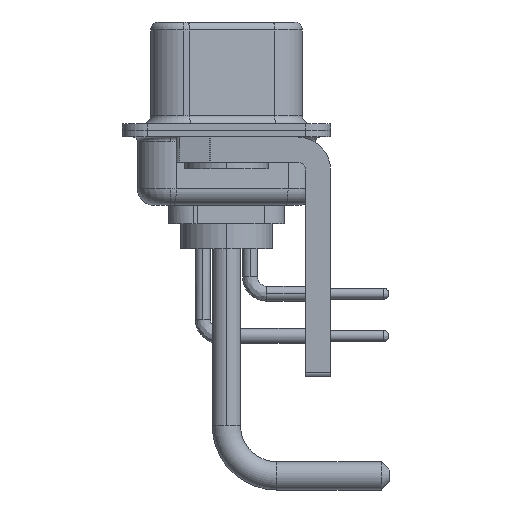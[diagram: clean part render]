
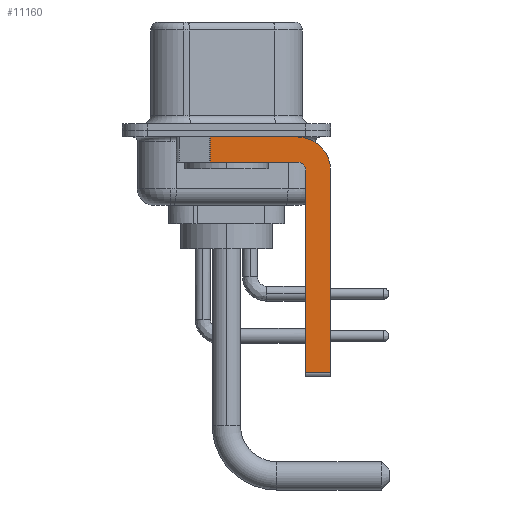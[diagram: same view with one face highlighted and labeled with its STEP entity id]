
A CAD part, left-side view. The second image highlights one B-rep face of the part: STEP entity #11160.
In plain terms, the highlighted planar face has unit normal (-1, 0, 0).
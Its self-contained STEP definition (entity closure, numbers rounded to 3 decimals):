
#168 = VERTEX_POINT ( 'NONE', #17009 ) ;
#460 = LINE ( 'NONE', #20222, #20984 ) ;
#1651 = EDGE_CURVE ( 'NONE', #19847, #9657, #25333, .T. ) ;
#1974 = ORIENTED_EDGE ( 'NONE', *, *, #4630, .F. ) ;
#2210 = DIRECTION ( 'NONE',  ( 0., -1., 0. ) ) ;
#2491 = EDGE_CURVE ( 'NONE', #9310, #20668, #460, .T. ) ;
#2544 = CIRCLE ( 'NONE', #12993, 0.5 ) ;
#3779 = PLANE ( 'NONE',  #13037 ) ;
#4062 = DIRECTION ( 'NONE',  ( 0., 0., -1. ) ) ;
#4085 = CARTESIAN_POINT ( 'NONE',  ( -2.9, 3., -0.4 ) ) ;
#4434 = AXIS2_PLACEMENT_3D ( 'NONE', #17499, #19709, #28468 ) ;
#4547 = CARTESIAN_POINT ( 'NONE',  ( -2.9, -6.25, -2.4 ) ) ;
#4630 = EDGE_CURVE ( 'NONE', #19847, #11152, #20121, .T. ) ;
#5031 = CARTESIAN_POINT ( 'NONE',  ( -2.9, -4.25, -14.55 ) ) ;
#6478 = DIRECTION ( 'NONE',  ( 0., 0., 1. ) ) ;
#6554 = VECTOR ( 'NONE', #7966, 1000. ) ;
#6998 = EDGE_CURVE ( 'NONE', #168, #9642, #29022, .T. ) ;
#7116 = LINE ( 'NONE', #13636, #29258 ) ;
#7966 = DIRECTION ( 'NONE',  ( 0., 0., -1. ) ) ;
#8048 = DIRECTION ( 'NONE',  ( -1., 0., 0. ) ) ;
#8339 = ORIENTED_EDGE ( 'NONE', *, *, #6998, .F. ) ;
#9310 = VERTEX_POINT ( 'NONE', #19384 ) ;
#9642 = VERTEX_POINT ( 'NONE', #4547 ) ;
#9657 = VERTEX_POINT ( 'NONE', #20405 ) ;
#10726 = ORIENTED_EDGE ( 'NONE', *, *, #13830, .F. ) ;
#11152 = VERTEX_POINT ( 'NONE', #24367 ) ;
#11160 = ADVANCED_FACE ( 'NONE', ( #26590 ), #3779, .F. ) ;
#12993 = AXIS2_PLACEMENT_3D ( 'NONE', #19033, #8048, #19460 ) ;
#13037 = AXIS2_PLACEMENT_3D ( 'NONE', #15193, #22139, #4062 ) ;
#13636 = CARTESIAN_POINT ( 'NONE',  ( -2.9, 0.978, -1.9 ) ) ;
#13830 = EDGE_CURVE ( 'NONE', #24129, #168, #28981, .T. ) ;
#15193 = CARTESIAN_POINT ( 'NONE',  ( -2.9, -4.25, -2.4 ) ) ;
#15779 = ORIENTED_EDGE ( 'NONE', *, *, #2491, .F. ) ;
#17009 = CARTESIAN_POINT ( 'NONE',  ( -2.9, -4.25, -0.4 ) ) ;
#17105 = ORIENTED_EDGE ( 'NONE', *, *, #1651, .T. ) ;
#17499 = CARTESIAN_POINT ( 'NONE',  ( -2.9, -4.25, -2.4 ) ) ;
#17576 = DIRECTION ( 'NONE',  ( 0., -1., 0. ) ) ;
#17676 = ORIENTED_EDGE ( 'NONE', *, *, #21009, .F. ) ;
#18826 = CARTESIAN_POINT ( 'NONE',  ( -2.9, 0.978, -1.9 ) ) ;
#18951 = EDGE_LOOP ( 'NONE', ( #10726, #22534, #15779, #22554, #1974, #17105, #17676, #8339 ) ) ;
#19033 = CARTESIAN_POINT ( 'NONE',  ( -2.9, -4.25, -2.4 ) ) ;
#19193 = EDGE_CURVE ( 'NONE', #24129, #20668, #7116, .T. ) ;
#19384 = CARTESIAN_POINT ( 'NONE',  ( -2.9, -4.25, -1.9 ) ) ;
#19460 = DIRECTION ( 'NONE',  ( 0., 0., 1. ) ) ;
#19709 = DIRECTION ( 'NONE',  ( 1., 0., 0. ) ) ;
#19847 = VERTEX_POINT ( 'NONE', #24497 ) ;
#20121 = LINE ( 'NONE', #26786, #26463 ) ;
#20222 = CARTESIAN_POINT ( 'NONE',  ( -2.9, -4.25, -1.9 ) ) ;
#20405 = CARTESIAN_POINT ( 'NONE',  ( -2.9, -6.25, -14.55 ) ) ;
#20668 = VERTEX_POINT ( 'NONE', #18826 ) ;
#20984 = VECTOR ( 'NONE', #22995, 1000. ) ;
#21009 = EDGE_CURVE ( 'NONE', #9642, #9657, #21305, .T. ) ;
#21305 = LINE ( 'NONE', #23391, #6554 ) ;
#22139 = DIRECTION ( 'NONE',  ( 1., 0., 0. ) ) ;
#22380 = DIRECTION ( 'NONE',  ( 0., 0., -1. ) ) ;
#22534 = ORIENTED_EDGE ( 'NONE', *, *, #19193, .T. ) ;
#22554 = ORIENTED_EDGE ( 'NONE', *, *, #27898, .F. ) ;
#22652 = VECTOR ( 'NONE', #17576, 1000. ) ;
#22995 = DIRECTION ( 'NONE',  ( 0., 1., 0. ) ) ;
#23391 = CARTESIAN_POINT ( 'NONE',  ( -2.9, -6.25, -2.4 ) ) ;
#24129 = VERTEX_POINT ( 'NONE', #27950 ) ;
#24367 = CARTESIAN_POINT ( 'NONE',  ( -2.9, -4.75, -2.4 ) ) ;
#24497 = CARTESIAN_POINT ( 'NONE',  ( -2.9, -4.75, -14.55 ) ) ;
#25333 = LINE ( 'NONE', #5031, #28032 ) ;
#26463 = VECTOR ( 'NONE', #6478, 1000. ) ;
#26590 = FACE_OUTER_BOUND ( 'NONE', #18951, .T. ) ;
#26786 = CARTESIAN_POINT ( 'NONE',  ( -2.9, -4.75, -14.8 ) ) ;
#27898 = EDGE_CURVE ( 'NONE', #11152, #9310, #2544, .T. ) ;
#27950 = CARTESIAN_POINT ( 'NONE',  ( -2.9, 0.978, -0.4 ) ) ;
#28032 = VECTOR ( 'NONE', #2210, 1000. ) ;
#28468 = DIRECTION ( 'NONE',  ( 0., 0., -1. ) ) ;
#28981 = LINE ( 'NONE', #4085, #22652 ) ;
#29022 = CIRCLE ( 'NONE', #4434, 2. ) ;
#29258 = VECTOR ( 'NONE', #22380, 1000. ) ;
